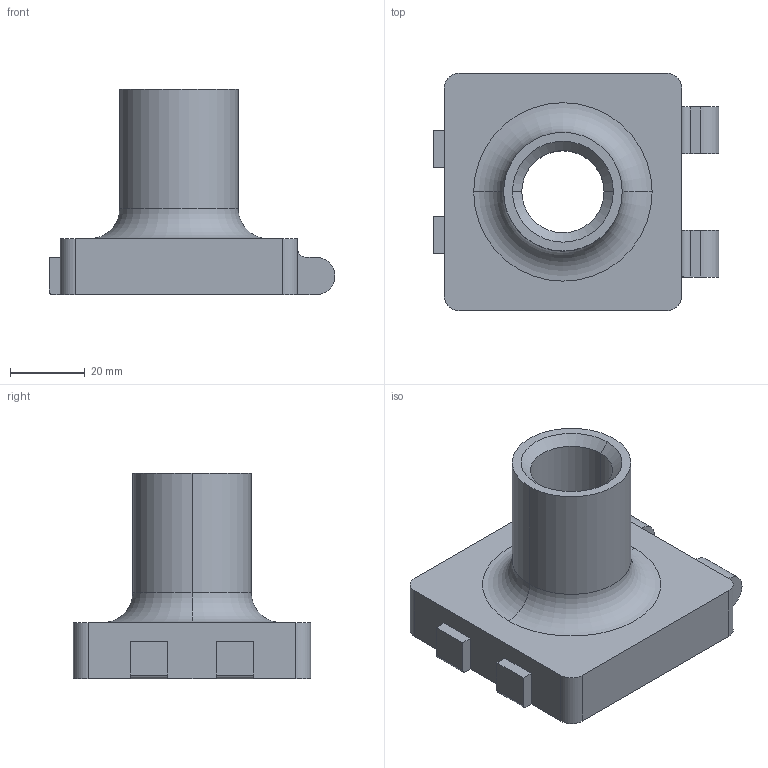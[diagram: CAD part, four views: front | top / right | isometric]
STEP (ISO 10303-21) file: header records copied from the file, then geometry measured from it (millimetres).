
FILE_DESCRIPTION (( 'STEP AP214' ), '1' );
FILE_NAME ('filter_connector.STEP', '2020-03-24T16:20:05', ( '' ), ( '' ), 'SwSTEP 2.0', 'SolidWorks 2016', '' );
FILE_SCHEMA (( 'AUTOMOTIVE_DESIGN' ));
Length unit declared in the file: millimetre
Products named in the file (1): filter_connector
Bounding box: 76.5 x 63.5 x 55 mm (x, y, z)
Volume: 71977.4 mm3; surface area: 19590.2 mm2
Topology: 1 solids, 1 shells, 57 faces, 146 edges, 94 vertices
Faces by surface type: plane 27, cylinder 24, cone 4, torus 2
Entity records: 1770 total; most frequent: CARTESIAN_POINT 310, DIRECTION 306, ORIENTED_EDGE 292, EDGE_CURVE 146, AXIS2_PLACEMENT_3D 106, VECTOR 94, LINE 94, VERTEX_POINT 94
